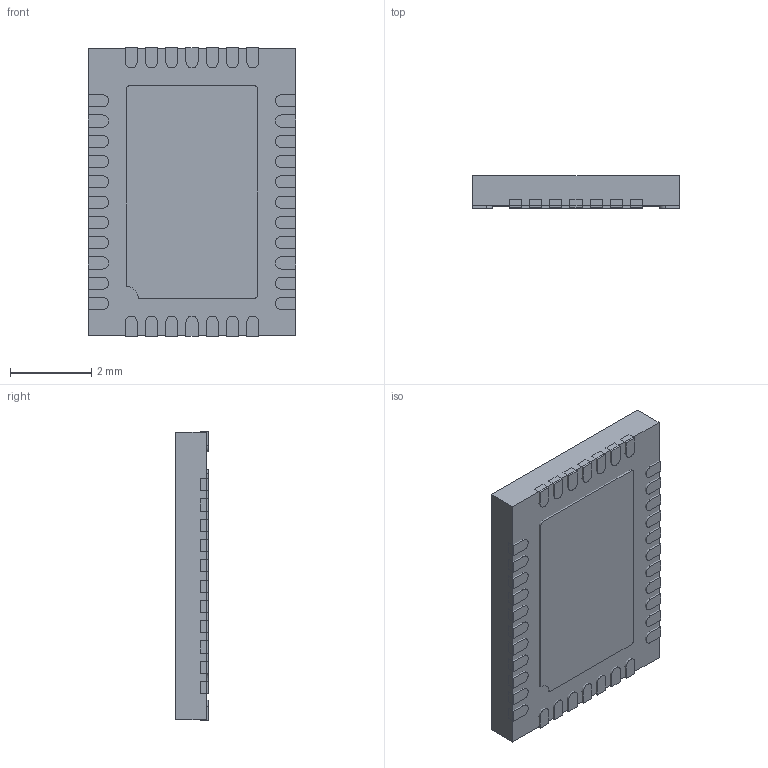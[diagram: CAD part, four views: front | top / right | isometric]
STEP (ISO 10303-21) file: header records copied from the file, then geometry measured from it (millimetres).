
FILE_DESCRIPTION (( 'STEP AP214' ), '1' );
FILE_NAME ('LT-UHF38.STEP', '2021-05-07T18:58:42', ( '' ), ( '' ), 'SwSTEP 2.0', 'SolidWorks 2019', '' );
FILE_SCHEMA (( 'AUTOMOTIVE_DESIGN' ));
Length unit declared in the file: millimetre
Products named in the file (4): LT-UHF38; Pin; EP; Body
Assembly tree (38 placements, depth 2):
  LT-UHF38
    Body
    EP
    Pin  x36
Bounding box: 5.12 x 0.8 x 7.12 mm (x, y, z)
Surface area: 149.1 mm2
Topology: 38 solids, 38 shells, 235 faces, 474 edges, 316 vertices
Faces by surface type: plane 193, cylinder 42
Entity records: 1127 total; most frequent: DIRECTION 200, CARTESIAN_POINT 156, ORIENTED_EDGE 108, AXIS2_PLACEMENT_3D 80, EDGE_CURVE 54, PRODUCT_DEFINITION_SHAPE 42, VECTOR 40, LINE 40
